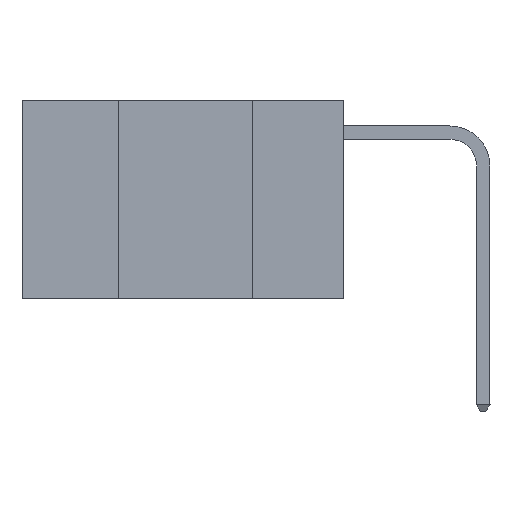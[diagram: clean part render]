
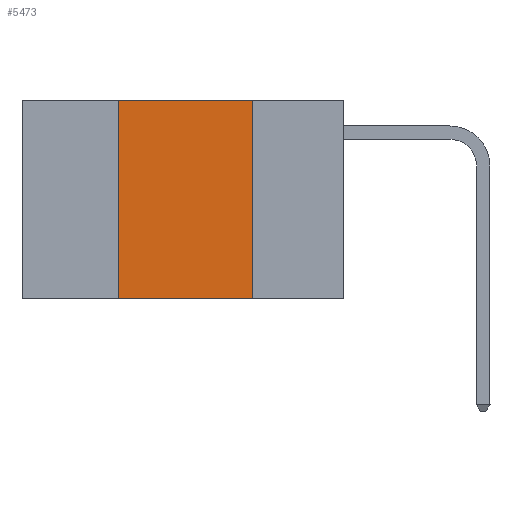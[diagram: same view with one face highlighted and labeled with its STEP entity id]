
A CAD part, left-side view. The second image highlights one B-rep face of the part: STEP entity #5473.
In plain terms, the highlighted planar face has unit normal (-1, 0, 0).
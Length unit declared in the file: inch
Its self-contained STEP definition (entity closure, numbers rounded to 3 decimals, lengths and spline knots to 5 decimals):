
#129 = CARTESIAN_POINT ( 'NONE',  ( 0., 0.6, 0. ) ) ;
#979 = EDGE_CURVE ( 'NONE', #3633, #12308, #10100, .T. ) ;
#2120 = VECTOR ( 'NONE', #2931, 39.37008 ) ;
#2931 = DIRECTION ( 'NONE',  ( 0., -1., 0. ) ) ;
#3633 = VERTEX_POINT ( 'NONE', #17882 ) ;
#3750 = VERTEX_POINT ( 'NONE', #9785 ) ;
#3953 = CARTESIAN_POINT ( 'NONE',  ( 0., 0.6, 0. ) ) ;
#4000 = PLANE ( 'NONE',  #6031 ) ;
#4300 = DIRECTION ( 'NONE',  ( 0., 0., -1. ) ) ;
#4830 = CARTESIAN_POINT ( 'NONE',  ( 0., 0.42, 0. ) ) ;
#5075 = DIRECTION ( 'NONE',  ( 0., 0., 1. ) ) ;
#5403 = DIRECTION ( 'NONE',  ( 1., 0., 0. ) ) ;
#5473 = ADVANCED_FACE ( 'NONE', ( #16893 ), #4000, .F. ) ;
#5640 = CARTESIAN_POINT ( 'NONE',  ( 0., 0.6, -0.37 ) ) ;
#5721 = CARTESIAN_POINT ( 'NONE',  ( 0., 0.17, 0. ) ) ;
#5777 = ORIENTED_EDGE ( 'NONE', *, *, #9342, .F. ) ;
#6031 = AXIS2_PLACEMENT_3D ( 'NONE', #3953, #5403, #15178 ) ;
#6916 = EDGE_CURVE ( 'NONE', #3750, #13579, #11797, .T. ) ;
#7082 = ORIENTED_EDGE ( 'NONE', *, *, #6916, .F. ) ;
#8319 = DIRECTION ( 'NONE',  ( 0., -1., 0. ) ) ;
#9342 = EDGE_CURVE ( 'NONE', #12308, #3750, #16976, .T. ) ;
#9785 = CARTESIAN_POINT ( 'NONE',  ( 0., 0.17, 0. ) ) ;
#9934 = ORIENTED_EDGE ( 'NONE', *, *, #12668, .T. ) ;
#9965 = CARTESIAN_POINT ( 'NONE',  ( 0., 0.42, 0. ) ) ;
#10100 = LINE ( 'NONE', #9965, #13387 ) ;
#11358 = VECTOR ( 'NONE', #4300, 39.37008 ) ;
#11797 = LINE ( 'NONE', #5721, #11358 ) ;
#11909 = EDGE_LOOP ( 'NONE', ( #7082, #5777, #17776, #9934 ) ) ;
#12308 = VERTEX_POINT ( 'NONE', #4830 ) ;
#12668 = EDGE_CURVE ( 'NONE', #3633, #13579, #15131, .T. ) ;
#13387 = VECTOR ( 'NONE', #5075, 39.37008 ) ;
#13579 = VERTEX_POINT ( 'NONE', #16107 ) ;
#15131 = LINE ( 'NONE', #5640, #17921 ) ;
#15178 = DIRECTION ( 'NONE',  ( 0., 0., -1. ) ) ;
#16107 = CARTESIAN_POINT ( 'NONE',  ( 0., 0.17, -0.37 ) ) ;
#16893 = FACE_OUTER_BOUND ( 'NONE', #11909, .T. ) ;
#16976 = LINE ( 'NONE', #129, #2120 ) ;
#17776 = ORIENTED_EDGE ( 'NONE', *, *, #979, .F. ) ;
#17882 = CARTESIAN_POINT ( 'NONE',  ( 0., 0.42, -0.37 ) ) ;
#17921 = VECTOR ( 'NONE', #8319, 39.37008 ) ;
